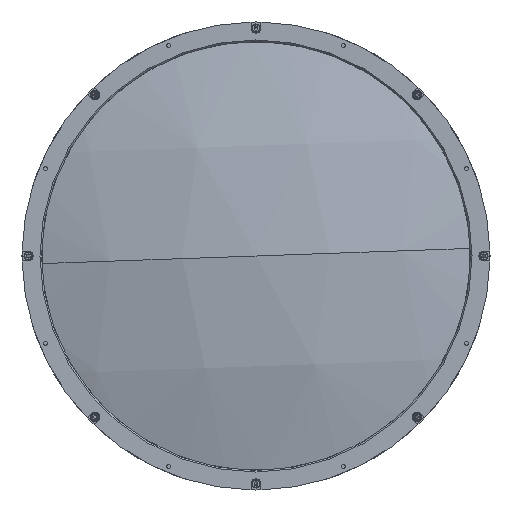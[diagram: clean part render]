
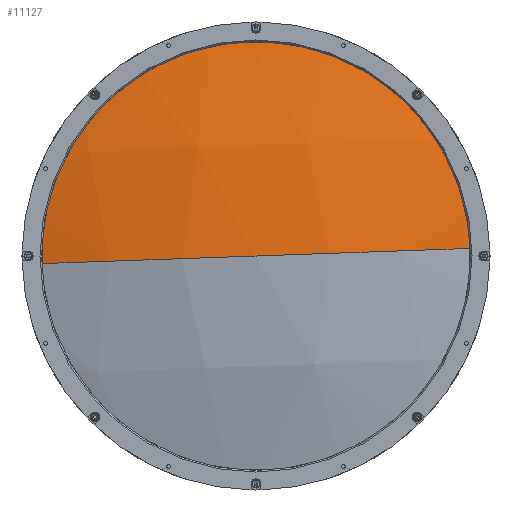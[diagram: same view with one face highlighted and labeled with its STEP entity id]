
A CAD part, left-side view. The second image highlights one B-rep face of the part: STEP entity #11127.
In plain terms, the highlighted spherical face has radius 510.4 mm.
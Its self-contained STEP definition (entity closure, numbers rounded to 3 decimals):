
#188 = CARTESIAN_POINT ( 'NONE',  ( 507.407, 0., 0. ) ) ;
#4567 = VERTEX_POINT ( 'NONE', #9895 ) ;
#4694 = DIRECTION ( 'NONE',  ( 0., -0.999, 0.035 ) ) ;
#8916 = ORIENTED_EDGE ( 'NONE', *, *, #25116, .T. ) ;
#8937 = AXIS2_PLACEMENT_3D ( 'NONE', #23022, #9270, #25314 ) ;
#9270 = DIRECTION ( 'NONE',  ( -1., 0., 0. ) ) ;
#9290 = CIRCLE ( 'NONE', #8937, 140. ) ;
#9501 = DIRECTION ( 'NONE',  ( 0., -0.035, -0.999 ) ) ;
#9892 = DIRECTION ( 'NONE',  ( 0., 0.035, 0.999 ) ) ;
#9895 = CARTESIAN_POINT ( 'NONE',  ( 16.583, 139.912, -4.961 ) ) ;
#9912 = AXIS2_PLACEMENT_3D ( 'NONE', #23257, #9501, #25544 ) ;
#11127 = ADVANCED_FACE ( 'NONE', ( #17689 ), #19119, .T. ) ;
#11671 = DIRECTION ( 'NONE',  ( 0., 0.035, 0.999 ) ) ;
#12098 = ORIENTED_EDGE ( 'NONE', *, *, #27023, .T. ) ;
#13662 = AXIS2_PLACEMENT_3D ( 'NONE', #23658, #9892, #25946 ) ;
#15317 = ORIENTED_EDGE ( 'NONE', *, *, #26639, .F. ) ;
#17689 = FACE_OUTER_BOUND ( 'NONE', #28254, .T. ) ;
#19119 = SPHERICAL_SURFACE ( 'NONE', #19158, 510.4 ) ;
#19158 = AXIS2_PLACEMENT_3D ( 'NONE', #188, #11671, #4694 ) ;
#19494 = CARTESIAN_POINT ( 'NONE',  ( -2.993, 0., 0. ) ) ;
#19807 = VERTEX_POINT ( 'NONE', #19494 ) ;
#22256 = VERTEX_POINT ( 'NONE', #24323 ) ;
#23022 = CARTESIAN_POINT ( 'NONE',  ( 16.583, 0., 0. ) ) ;
#23257 = CARTESIAN_POINT ( 'NONE',  ( 507.407, 0., 0. ) ) ;
#23658 = CARTESIAN_POINT ( 'NONE',  ( 507.407, 0., 0. ) ) ;
#24017 = CIRCLE ( 'NONE', #13662, 510.4 ) ;
#24323 = CARTESIAN_POINT ( 'NONE',  ( 16.583, -139.912, 4.961 ) ) ;
#25116 = EDGE_CURVE ( 'NONE', #4567, #19807, #24017, .T. ) ;
#25314 = DIRECTION ( 'NONE',  ( 0., 0.035, 0.999 ) ) ;
#25544 = DIRECTION ( 'NONE',  ( 0., 0.999, -0.035 ) ) ;
#25946 = DIRECTION ( 'NONE',  ( 0., -0.999, 0.035 ) ) ;
#26519 = CIRCLE ( 'NONE', #9912, 510.4 ) ;
#26639 = EDGE_CURVE ( 'NONE', #22256, #19807, #26519, .T. ) ;
#27023 = EDGE_CURVE ( 'NONE', #22256, #4567, #9290, .T. ) ;
#28254 = EDGE_LOOP ( 'NONE', ( #12098, #8916, #15317 ) ) ;
